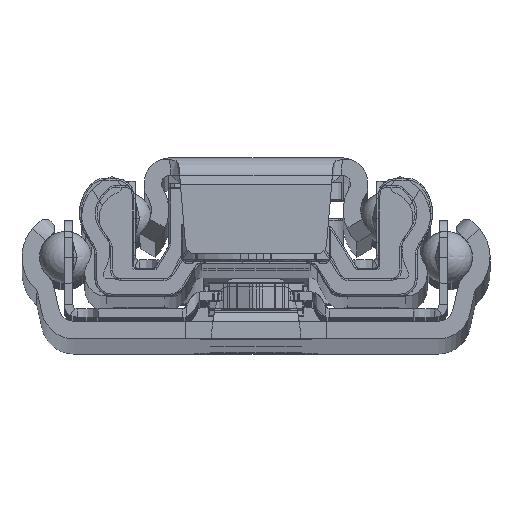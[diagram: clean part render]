
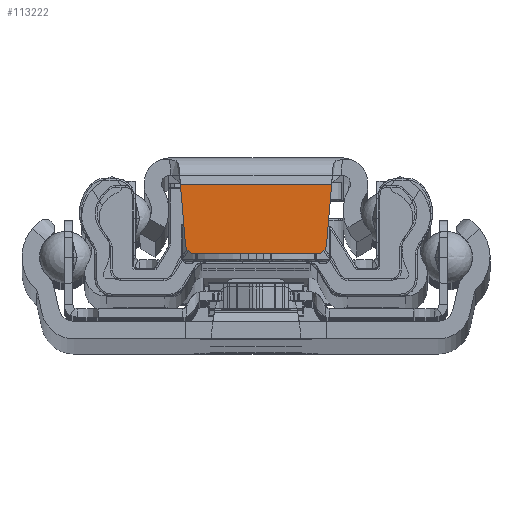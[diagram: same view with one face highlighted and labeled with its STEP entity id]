
A CAD part, top view. The second image highlights one B-rep face of the part: STEP entity #113222.
In plain terms, the highlighted planar face has unit normal (0, 0, 1).
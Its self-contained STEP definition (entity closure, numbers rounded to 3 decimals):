
#722 = DIRECTION ( 'NONE',  ( 0., 0., 1. ) ) ;
#12088 = EDGE_LOOP ( 'NONE', ( #57487, #31623, #118743, #59971, #52095, #67501 ) ) ;
#14582 = CARTESIAN_POINT ( 'NONE',  ( -7.08, -11., 988. ) ) ;
#17668 = VERTEX_POINT ( 'NONE', #14582 ) ;
#18296 = CARTESIAN_POINT ( 'NONE',  ( -8.924, -3., 988. ) ) ;
#24749 = DIRECTION ( 'NONE',  ( 0., 0., 1. ) ) ;
#31623 = ORIENTED_EDGE ( 'NONE', *, *, #86306, .T. ) ;
#32403 = CARTESIAN_POINT ( 'NONE',  ( 7.08, -10., 988. ) ) ;
#35176 = DIRECTION ( 'NONE',  ( 1., 0., 0. ) ) ;
#36924 = PLANE ( 'NONE',  #43997 ) ;
#37731 = LINE ( 'NONE', #18296, #163128 ) ;
#43997 = AXIS2_PLACEMENT_3D ( 'NONE', #63043, #722, #163675 ) ;
#48380 = AXIS2_PLACEMENT_3D ( 'NONE', #64188, #24749, #76999 ) ;
#49138 = EDGE_CURVE ( 'NONE', #17668, #100267, #146203, .T. ) ;
#52095 = ORIENTED_EDGE ( 'NONE', *, *, #49138, .T. ) ;
#57487 = ORIENTED_EDGE ( 'NONE', *, *, #87633, .T. ) ;
#59971 = ORIENTED_EDGE ( 'NONE', *, *, #123148, .T. ) ;
#60975 = VECTOR ( 'NONE', #65065, 1000. ) ;
#63043 = CARTESIAN_POINT ( 'NONE',  ( -8., -11., 988. ) ) ;
#64188 = CARTESIAN_POINT ( 'NONE',  ( -7.08, -10., 988. ) ) ;
#65065 = DIRECTION ( 'NONE',  ( -0.084, 0.996, 0. ) ) ;
#67501 = ORIENTED_EDGE ( 'NONE', *, *, #95957, .T. ) ;
#69206 = VERTEX_POINT ( 'NONE', #103285 ) ;
#69432 = VERTEX_POINT ( 'NONE', #70351 ) ;
#70351 = CARTESIAN_POINT ( 'NONE',  ( 8.077, -10.084, 988. ) ) ;
#74589 = DIRECTION ( 'NONE',  ( 0.084, 0.996, 0. ) ) ;
#76999 = DIRECTION ( 'NONE',  ( 1., 0., 0. ) ) ;
#86306 = EDGE_CURVE ( 'NONE', #159757, #100390, #37731, .T. ) ;
#87633 = EDGE_CURVE ( 'NONE', #69432, #159757, #124823, .T. ) ;
#91397 = AXIS2_PLACEMENT_3D ( 'NONE', #32403, #122412, #109169 ) ;
#92891 = LINE ( 'NONE', #156222, #60975 ) ;
#94503 = EDGE_CURVE ( 'NONE', #69206, #100390, #92891, .T. ) ;
#95957 = EDGE_CURVE ( 'NONE', #100267, #69432, #132562, .T. ) ;
#100267 = VERTEX_POINT ( 'NONE', #151847 ) ;
#100390 = VERTEX_POINT ( 'NONE', #143991 ) ;
#103285 = CARTESIAN_POINT ( 'NONE',  ( -8.077, -10.084, 988. ) ) ;
#109169 = DIRECTION ( 'NONE',  ( 1., 0., 0. ) ) ;
#113222 = ADVANCED_FACE ( 'NONE', ( #164029 ), #36924, .T. ) ;
#118743 = ORIENTED_EDGE ( 'NONE', *, *, #94503, .F. ) ;
#119933 = DIRECTION ( 'NONE',  ( -1., 0., 0. ) ) ;
#122412 = DIRECTION ( 'NONE',  ( 0., 0., 1. ) ) ;
#123148 = EDGE_CURVE ( 'NONE', #69206, #17668, #143207, .T. ) ;
#124823 = LINE ( 'NONE', #150724, #128787 ) ;
#128787 = VECTOR ( 'NONE', #74589, 1000. ) ;
#132562 = CIRCLE ( 'NONE', #91397, 1. ) ;
#135205 = CARTESIAN_POINT ( 'NONE',  ( -8., -11., 988. ) ) ;
#143207 = CIRCLE ( 'NONE', #48380, 1. ) ;
#143991 = CARTESIAN_POINT ( 'NONE',  ( -8.672, -3., 988. ) ) ;
#146203 = LINE ( 'NONE', #135205, #162152 ) ;
#149669 = CARTESIAN_POINT ( 'NONE',  ( 8.672, -3., 988. ) ) ;
#150724 = CARTESIAN_POINT ( 'NONE',  ( 7.888, -12.334, 988. ) ) ;
#151847 = CARTESIAN_POINT ( 'NONE',  ( 7.08, -11., 988. ) ) ;
#156222 = CARTESIAN_POINT ( 'NONE',  ( -8., -11., 988. ) ) ;
#159757 = VERTEX_POINT ( 'NONE', #149669 ) ;
#162152 = VECTOR ( 'NONE', #35176, 1000. ) ;
#163128 = VECTOR ( 'NONE', #119933, 1000. ) ;
#163675 = DIRECTION ( 'NONE',  ( 1., 0., 0. ) ) ;
#164029 = FACE_OUTER_BOUND ( 'NONE', #12088, .T. ) ;
